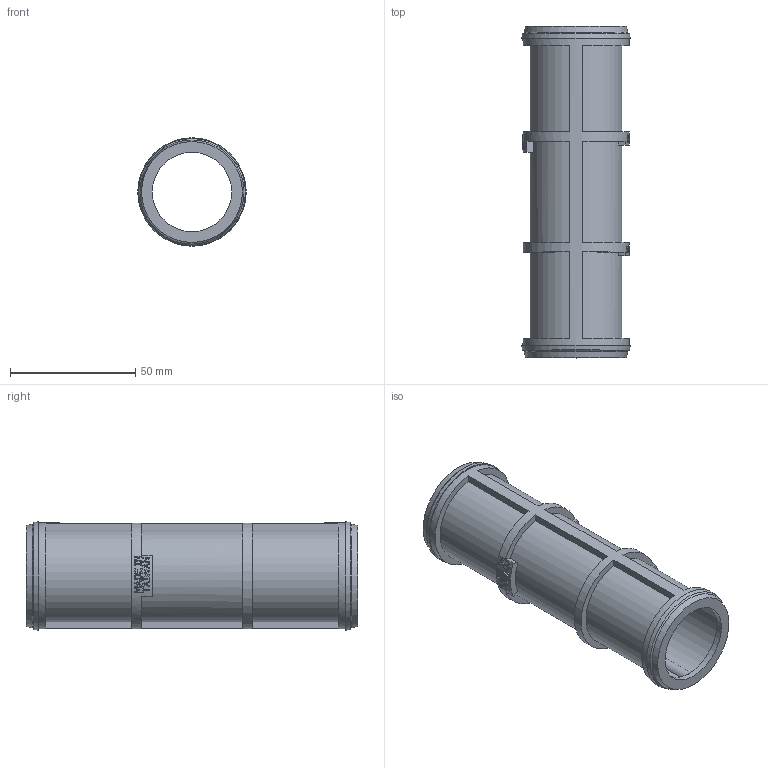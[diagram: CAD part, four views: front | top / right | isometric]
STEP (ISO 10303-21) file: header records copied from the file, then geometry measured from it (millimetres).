
FILE_DESCRIPTION(/* description */ ('1" LS SCREEN - 50 MESH'),/* implementation_level */ '2;1');
FILE_NAME(/* name */ 'LS150.stp',/* time_stamp */ '2020-03-25T13:12:13-04:00',/* author */ ('POkojie'),/* organization */ (''),/* preprocessor_version */ 'ST-DEVELOPER v17.2',/* originating_system */ 'Autodesk Inventor 2019',/* authorisation */ '');
FILE_SCHEMA (('AUTOMOTIVE_DESIGN { 1 0 10303 214 3 1 1 }'));
Products named in the file (1): LS150
Bounding box: 43.31 x 132.59 x 43.31 mm (x, y, z)
Volume: 22497.3 mm3; surface area: 35453.8 mm2
Topology: 1 solids, 1 shells, 391 faces, 1077 edges, 720 vertices
Faces by surface type: plane 246, bspline 97, cylinder 42, cone 6
Full cylindrical faces by diameter (mm): 31.75 x1, 36.83 x1, 42.418 x1
Entity records: 37052 total; most frequent: CARTESIAN_POINT 27499, ORIENTED_EDGE 2154, DIRECTION 1715, EDGE_CURVE 1077, VERTEX_POINT 720, AXIS2_PLACEMENT_3D 609, LINE 497, VECTOR 497
